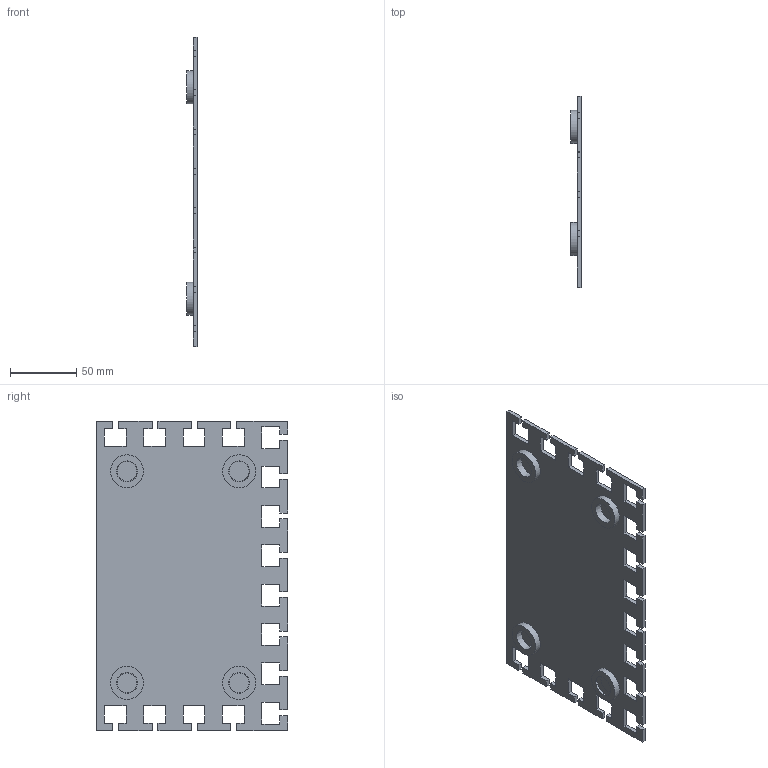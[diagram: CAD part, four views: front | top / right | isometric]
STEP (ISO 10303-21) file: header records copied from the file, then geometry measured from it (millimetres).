
FILE_DESCRIPTION(/* description */ (''),/* implementation_level */ '2;1');
FILE_NAME(/* name */ 'valve holder new bottom lattest use this v2.step',/* time_stamp */ '2024-09-30T20:28:44-07:00',/* author */ (''),/* organization */ (''),/* preprocessor_version */ 'ST-DEVELOPER v20',/* originating_system */ 'Autodesk Translation Framework v13.20.0.188',/* authorisation */ '');
FILE_SCHEMA (('AUTOMOTIVE_DESIGN { 1 0 10303 214 3 1 1 }'));
Length unit declared in the file: millimetre
Products named in the file (1): valve holder new bottom lattest use this
Bounding box: 8 x 144.53 x 233.54 mm (x, y, z)
Volume: 95482 mm3; surface area: 67336.3 mm2
Topology: 1 solids, 1 shells, 150 faces, 420 edges, 280 vertices
Faces by surface type: plane 142, cone 4, cylinder 4
Full cylindrical faces by diameter (mm): 25 x4
Entity records: 4773 total; most frequent: CARTESIAN_POINT 851, ORIENTED_EDGE 840, DIRECTION 738, EDGE_CURVE 420, LINE 404, VECTOR 404, VERTEX_POINT 280, AXIS2_PLACEMENT_3D 167
